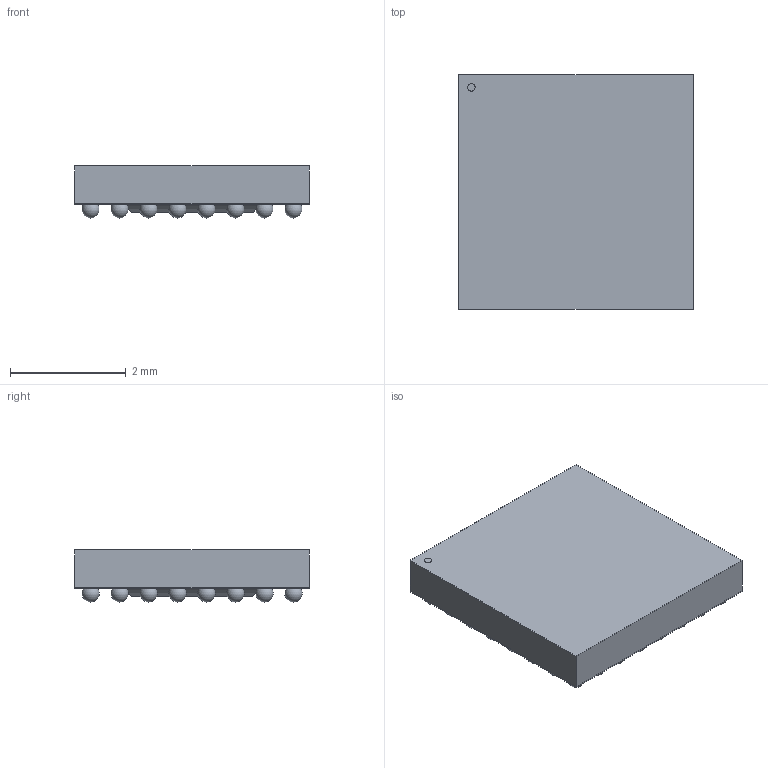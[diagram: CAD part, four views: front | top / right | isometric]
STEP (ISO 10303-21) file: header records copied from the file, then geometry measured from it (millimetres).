
FILE_DESCRIPTION(/* description */ (''),/* implementation_level */ '2;1');
FILE_NAME(/* name */ 'PG-VF2BGA-28-1_Z8B00221734_V04_3D.stp',/* time_stamp */ '2022-11-30T20:23:06+06:00',/* author */ ('janartha'),/* organization */ (''),/* preprocessor_version */ 'ST-DEVELOPER v16.13',/* originating_system */ 'AutoCAD Mechanical',/* authorisation */ '');
FILE_SCHEMA (('AUTOMOTIVE_DESIGN { 1 0 10303 214 3 1 1 }'));
Length unit declared in the file: millimetre
Products named in the file (1): Product
Bounding box: 4.05 x 4.05 x 0.9 mm (x, y, z)
Volume: 11.9 mm3; surface area: 96.6 mm2
Topology: 45 solids, 45 shells, 192 faces, 387 edges, 258 vertices
Faces by surface type: plane 139, sphere 28, bspline 20, cylinder 5
Full cylindrical faces by diameter (mm): 0.05 x1, 0.102 x1, 0.13 x2
Entity records: 4886 total; most frequent: CARTESIAN_POINT 1258, DIRECTION 675, ORIENTED_EDGE 654, EDGE_CURVE 327, LINE 253, VECTOR 253, VERTEX_POINT 230, AXIS2_PLACEMENT_3D 211
